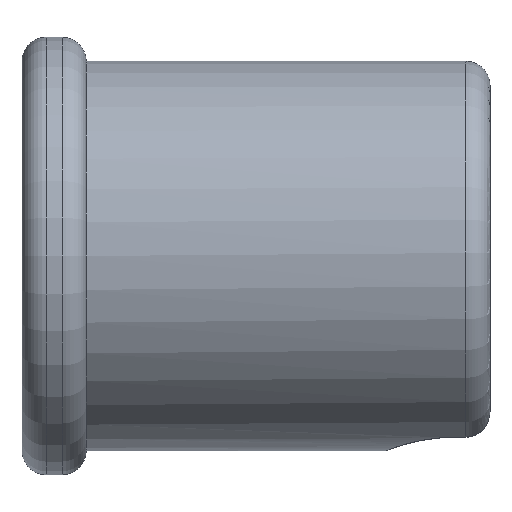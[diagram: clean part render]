
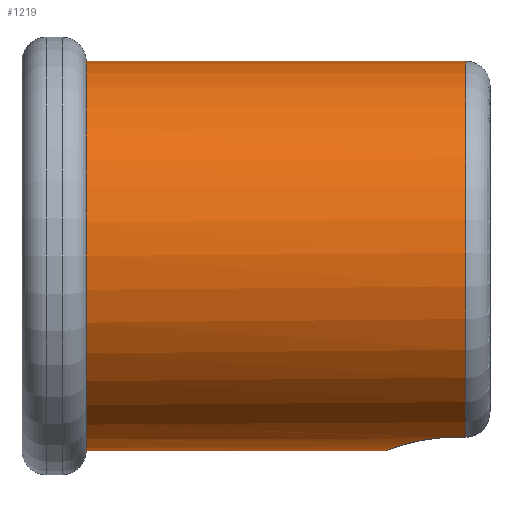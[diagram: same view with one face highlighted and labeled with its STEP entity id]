
A CAD part, left-side view. The second image highlights one B-rep face of the part: STEP entity #1219.
In plain terms, the highlighted cylindrical face has radius 24.25 mm (diameter 48.5 mm), a partial arc.
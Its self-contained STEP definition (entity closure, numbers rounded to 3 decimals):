
#7 = CARTESIAN_POINT ( 'NONE',  ( 0., -37.295, -24.25 ) ) ;
#9 = CARTESIAN_POINT ( 'NONE',  ( -0.586, -37.309, -24.245 ) ) ;
#17 = CARTESIAN_POINT ( 'NONE',  ( -0.292, -37.295, -24.25 ) ) ;
#21 = DIRECTION ( 'NONE',  ( 0., -1., 0. ) ) ;
#52 = CARTESIAN_POINT ( 'NONE',  ( 0., -50.3, 0. ) ) ;
#73 = CARTESIAN_POINT ( 'NONE',  ( 0., -50.3, 24.25 ) ) ;
#204 = DIRECTION ( 'NONE',  ( 0., 0., 1. ) ) ;
#218 = VERTEX_POINT ( 'NONE', #630 ) ;
#287 = LINE ( 'NONE', #73, #860 ) ;
#310 = CARTESIAN_POINT ( 'NONE',  ( -8.91, -45.799, -22.554 ) ) ;
#327 = ORIENTED_EDGE ( 'NONE', *, *, #1362, .T. ) ;
#341 = LINE ( 'NONE', #1402, #1021 ) ;
#423 = EDGE_CURVE ( 'NONE', #707, #1743, #465, .T. ) ;
#465 = B_SPLINE_CURVE_WITH_KNOTS ( 'NONE', 3,
 ( #7, #17, #9, #1071, #784, #931, #804, #792, #535, #1225, #1654, #899, #1609, #910, #1787, #1560, #905, #1589, #1626, #1647, #710, #743, #563, #676, #310, #593 ),
 .UNSPECIFIED., .F., .F.,
 ( 4, 2, 2, 2, 2, 2, 2, 2, 2, 2, 2, 2, 4 ),
 ( 0.014, 0.015, 0.016, 0.017, 0.019, 0.02, 0.021, 0.023, 0.024, 0.024, 0.026, 0.027, 0.028 ),
 .UNSPECIFIED. ) ;
#467 = VERTEX_POINT ( 'NONE', #760 ) ;
#499 = EDGE_CURVE ( 'NONE', #218, #1618, #1581, .T. ) ;
#535 = CARTESIAN_POINT ( 'NONE',  ( -4.462, -38.456, -23.841 ) ) ;
#563 = CARTESIAN_POINT ( 'NONE',  ( -8.836, -44.921, -22.583 ) ) ;
#593 = CARTESIAN_POINT ( 'NONE',  ( -8.91, -46.095, -22.554 ) ) ;
#608 = LINE ( 'NONE', #864, #706 ) ;
#630 = CARTESIAN_POINT ( 'NONE',  ( -8.91, -47.3, -22.554 ) ) ;
#643 = EDGE_CURVE ( 'NONE', #707, #1114, #608, .T. ) ;
#676 = CARTESIAN_POINT ( 'NONE',  ( -8.895, -45.506, -22.56 ) ) ;
#694 = CYLINDRICAL_SURFACE ( 'NONE', #745, 24.25 ) ;
#706 = VECTOR ( 'NONE', #1613, 1000. ) ;
#707 = VERTEX_POINT ( 'NONE', #1600 ) ;
#710 = CARTESIAN_POINT ( 'NONE',  ( -8.614, -43.769, -22.669 ) ) ;
#743 = CARTESIAN_POINT ( 'NONE',  ( -8.791, -44.629, -22.601 ) ) ;
#745 = AXIS2_PLACEMENT_3D ( 'NONE', #52, #1182, #1164 ) ;
#760 = CARTESIAN_POINT ( 'NONE',  ( 0., 0., 24.25 ) ) ;
#777 = EDGE_CURVE ( 'NONE', #1618, #467, #287, .T. ) ;
#784 = CARTESIAN_POINT ( 'NONE',  ( -1.46, -37.409, -24.208 ) ) ;
#792 = CARTESIAN_POINT ( 'NONE',  ( -3.951, -38.186, -23.932 ) ) ;
#804 = CARTESIAN_POINT ( 'NONE',  ( -2.87, -37.744, -24.086 ) ) ;
#854 = ORIENTED_EDGE ( 'NONE', *, *, #423, .T. ) ;
#860 = VECTOR ( 'NONE', #874, 1000. ) ;
#864 = CARTESIAN_POINT ( 'NONE',  ( 0., -50.3, -24.25 ) ) ;
#874 = DIRECTION ( 'NONE',  ( 0., 1., 0. ) ) ;
#899 = CARTESIAN_POINT ( 'NONE',  ( -5.862, -39.461, -23.532 ) ) ;
#902 = CARTESIAN_POINT ( 'NONE',  ( -8.91, -46.095, -22.554 ) ) ;
#905 = CARTESIAN_POINT ( 'NONE',  ( -7.699, -41.655, -22.996 ) ) ;
#910 = CARTESIAN_POINT ( 'NONE',  ( -6.694, -40.258, -23.312 ) ) ;
#931 = CARTESIAN_POINT ( 'NONE',  ( -2.315, -37.577, -24.146 ) ) ;
#965 = ORIENTED_EDGE ( 'NONE', *, *, #777, .T. ) ;
#992 = CIRCLE ( 'NONE', #1596, 24.25 ) ;
#1006 = EDGE_CURVE ( 'NONE', #1743, #218, #341, .T. ) ;
#1021 = VECTOR ( 'NONE', #1426, 1000. ) ;
#1030 = AXIS2_PLACEMENT_3D ( 'NONE', #1772, #1479, #1491 ) ;
#1071 = CARTESIAN_POINT ( 'NONE',  ( -1.171, -37.366, -24.223 ) ) ;
#1114 = VERTEX_POINT ( 'NONE', #1159 ) ;
#1159 = CARTESIAN_POINT ( 'NONE',  ( 0., 0., -24.25 ) ) ;
#1164 = DIRECTION ( 'NONE',  ( 0., 0., 1. ) ) ;
#1176 = CARTESIAN_POINT ( 'NONE',  ( 0., -47.3, 24.25 ) ) ;
#1182 = DIRECTION ( 'NONE',  ( 0., 1., 0. ) ) ;
#1219 = ADVANCED_FACE ( 'NONE', ( #1397 ), #694, .T. ) ;
#1225 = CARTESIAN_POINT ( 'NONE',  ( -5.181, -38.93, -23.691 ) ) ;
#1311 = ORIENTED_EDGE ( 'NONE', *, *, #643, .F. ) ;
#1362 = EDGE_CURVE ( 'NONE', #467, #1114, #992, .T. ) ;
#1364 = ORIENTED_EDGE ( 'NONE', *, *, #1006, .T. ) ;
#1397 = FACE_OUTER_BOUND ( 'NONE', #1793, .T. ) ;
#1402 = CARTESIAN_POINT ( 'NONE',  ( -8.91, -50.3, -22.554 ) ) ;
#1426 = DIRECTION ( 'NONE',  ( 0., -1., 0. ) ) ;
#1473 = ORIENTED_EDGE ( 'NONE', *, *, #499, .T. ) ;
#1479 = DIRECTION ( 'NONE',  ( 0., 1., 0. ) ) ;
#1491 = DIRECTION ( 'NONE',  ( 0., 0., 1. ) ) ;
#1560 = CARTESIAN_POINT ( 'NONE',  ( -7.547, -41.408, -23.046 ) ) ;
#1581 = CIRCLE ( 'NONE', #1030, 24.25 ) ;
#1582 = CARTESIAN_POINT ( 'NONE',  ( 0., 0., 0. ) ) ;
#1589 = CARTESIAN_POINT ( 'NONE',  ( -7.977, -42.164, -22.901 ) ) ;
#1596 = AXIS2_PLACEMENT_3D ( 'NONE', #1582, #21, #204 ) ;
#1600 = CARTESIAN_POINT ( 'NONE',  ( 0., -37.295, -24.25 ) ) ;
#1609 = CARTESIAN_POINT ( 'NONE',  ( -6.079, -39.655, -23.477 ) ) ;
#1613 = DIRECTION ( 'NONE',  ( 0., 1., 0. ) ) ;
#1618 = VERTEX_POINT ( 'NONE', #1176 ) ;
#1626 = CARTESIAN_POINT ( 'NONE',  ( -8.103, -42.424, -22.856 ) ) ;
#1647 = CARTESIAN_POINT ( 'NONE',  ( -8.441, -43.219, -22.735 ) ) ;
#1654 = CARTESIAN_POINT ( 'NONE',  ( -5.413, -39.099, -23.639 ) ) ;
#1743 = VERTEX_POINT ( 'NONE', #902 ) ;
#1772 = CARTESIAN_POINT ( 'NONE',  ( 0., -47.3, 0. ) ) ;
#1787 = CARTESIAN_POINT ( 'NONE',  ( -7.06, -40.696, -23.202 ) ) ;
#1793 = EDGE_LOOP ( 'NONE', ( #1311, #854, #1364, #1473, #965, #327 ) ) ;
